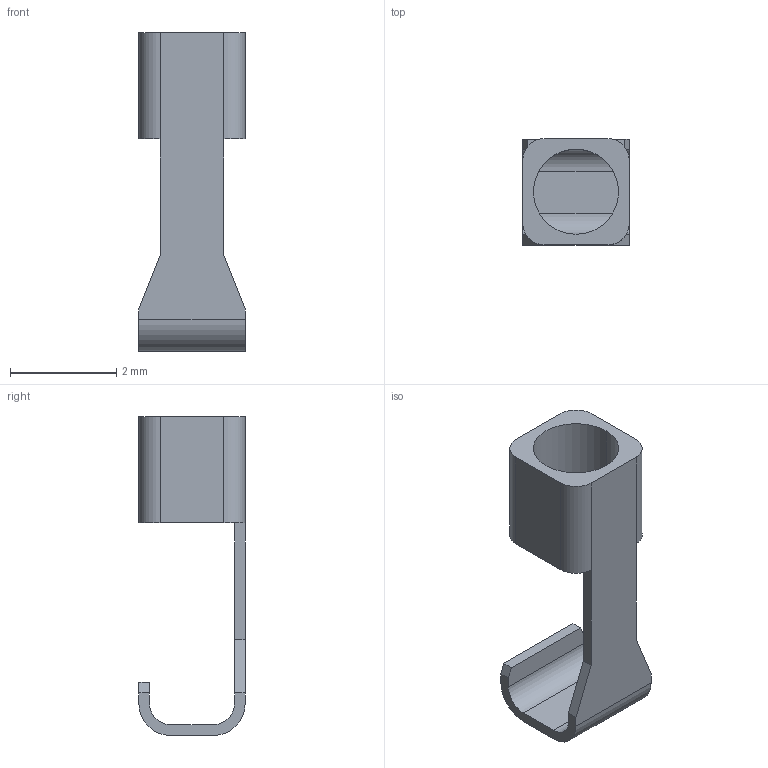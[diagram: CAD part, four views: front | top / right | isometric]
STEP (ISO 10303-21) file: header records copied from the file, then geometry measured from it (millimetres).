
FILE_DESCRIPTION (( 'STEP AP214' ), '1' );
FILE_NAME ('AVX-70-9296-001-002-006.STEP', '2018-12-19T20:53:15', ( '' ), ( '' ), 'SwSTEP 2.0', 'SolidWorks 2018', '' );
FILE_SCHEMA (( 'AUTOMOTIVE_DESIGN' ));
Length unit declared in the file: millimetre
Products named in the file (2): AVX-70-9296-001-002-006; AVX-70-9296-001-002-006_70-9296-001-002-006
Assembly tree (1 placements, depth 2):
  AVX-70-9296-001-002-006
    AVX-70-9296-001-002-006_70-9296-001-002-006
Bounding box: 2 x 2 x 6 mm (x, y, z)
Volume: 5.7 mm3; surface area: 52.4 mm2
Topology: 1 solids, 1 shells, 66 faces, 189 edges, 125 vertices
Faces by surface type: plane 56, cylinder 10
Entity records: 2193 total; most frequent: CARTESIAN_POINT 421, ORIENTED_EDGE 378, DIRECTION 333, EDGE_CURVE 189, LINE 151, VECTOR 151, VERTEX_POINT 125, AXIS2_PLACEMENT_3D 91
